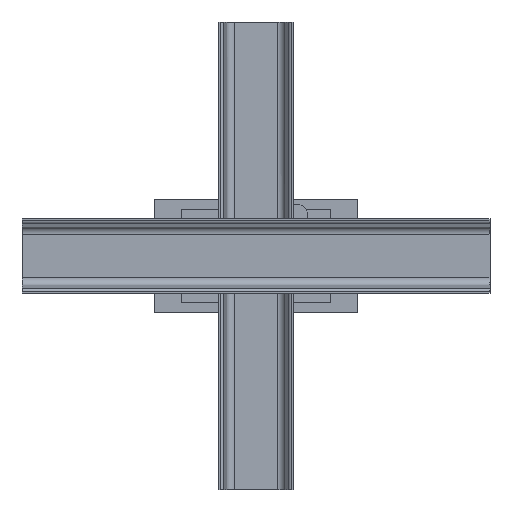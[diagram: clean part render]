
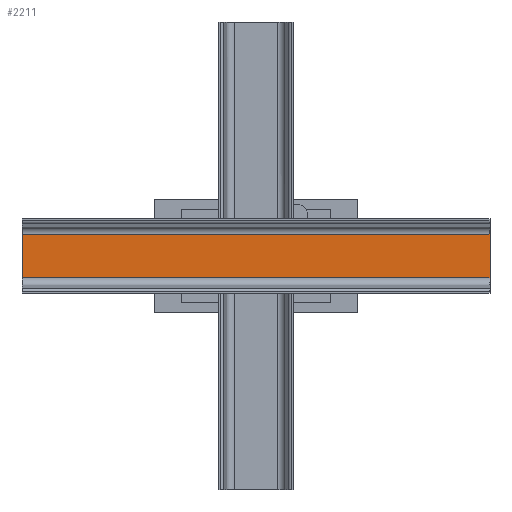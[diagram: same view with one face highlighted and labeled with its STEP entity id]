
A CAD part, front view. The second image highlights one B-rep face of the part: STEP entity #2211.
In plain terms, the highlighted free-form (B-spline) face has degree [1, 1] with [2, 2] control points.
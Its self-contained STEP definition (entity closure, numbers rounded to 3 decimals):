
#1936 = VERTEX_POINT('',#1937);
#1937 = CARTESIAN_POINT('',(158.133,-256.952,
    53.123));
#1943 = EDGE_CURVE('',#1936,#1944,#1946,.T.);
#1944 = VERTEX_POINT('',#1945);
#1945 = CARTESIAN_POINT('',(158.133,-256.952,
    5.583));
#1946 = B_SPLINE_CURVE_WITH_KNOTS('',1,(#1947,#1948),.UNSPECIFIED.,.F.,
  .F.,(2,2),(0.,46.442),.PIECEWISE_BEZIER_KNOTS.);
#1947 = CARTESIAN_POINT('',(158.133,-256.952,
    53.123));
#1948 = CARTESIAN_POINT('',(158.133,-256.952,
    5.583));
#2055 = EDGE_CURVE('',#1944,#2056,#2058,.T.);
#2056 = VERTEX_POINT('',#2057);
#2057 = CARTESIAN_POINT('',(-353.696,-256.952,
    5.583));
#2058 = B_SPLINE_CURVE_WITH_KNOTS('',1,(#2059,#2060),.UNSPECIFIED.,.F.,
  .F.,(2,2),(0.,500.),.PIECEWISE_BEZIER_KNOTS.);
#2059 = CARTESIAN_POINT('',(158.133,-256.952,
    5.583));
#2060 = CARTESIAN_POINT('',(-353.696,-256.952,
    5.583));
#2119 = EDGE_CURVE('',#1936,#2120,#2122,.T.);
#2120 = VERTEX_POINT('',#2121);
#2121 = CARTESIAN_POINT('',(-353.696,-256.952,
    53.123));
#2122 = B_SPLINE_CURVE_WITH_KNOTS('',1,(#2123,#2124),.UNSPECIFIED.,.F.,
  .F.,(2,2),(0.,500.),.PIECEWISE_BEZIER_KNOTS.);
#2123 = CARTESIAN_POINT('',(158.133,-256.952,
    53.123));
#2124 = CARTESIAN_POINT('',(-353.696,-256.952,
    53.123));
#2149 = EDGE_CURVE('',#2120,#2056,#2150,.T.);
#2150 = B_SPLINE_CURVE_WITH_KNOTS('',1,(#2151,#2152),.UNSPECIFIED.,.F.,
  .F.,(2,2),(0.,46.442),.PIECEWISE_BEZIER_KNOTS.);
#2151 = CARTESIAN_POINT('',(-353.696,-256.952,
    53.123));
#2152 = CARTESIAN_POINT('',(-353.696,-256.952,
    5.583));
#2211 = ADVANCED_FACE('',(#2212),#2218,.F.);
#2212 = FACE_BOUND('',#2213,.T.);
#2213 = EDGE_LOOP('',(#2214,#2215,#2216,#2217));
#2214 = ORIENTED_EDGE('',*,*,#2149,.T.);
#2215 = ORIENTED_EDGE('',*,*,#2055,.F.);
#2216 = ORIENTED_EDGE('',*,*,#1943,.F.);
#2217 = ORIENTED_EDGE('',*,*,#2119,.T.);
#2218 = B_SPLINE_SURFACE_WITH_KNOTS('',1,1,(
    (#2219,#2220)
    ,(#2221,#2222
    )),.UNSPECIFIED.,.F.,.F.,.F.,(2,2),(2,2),(0.,46.442),(-500.,0.
    ),.PIECEWISE_BEZIER_KNOTS.);
#2219 = CARTESIAN_POINT('',(-353.696,-256.952,
    5.583));
#2220 = CARTESIAN_POINT('',(158.133,-256.952,
    5.583));
#2221 = CARTESIAN_POINT('',(-353.696,-256.952,
    53.123));
#2222 = CARTESIAN_POINT('',(158.133,-256.952,
    53.123));
